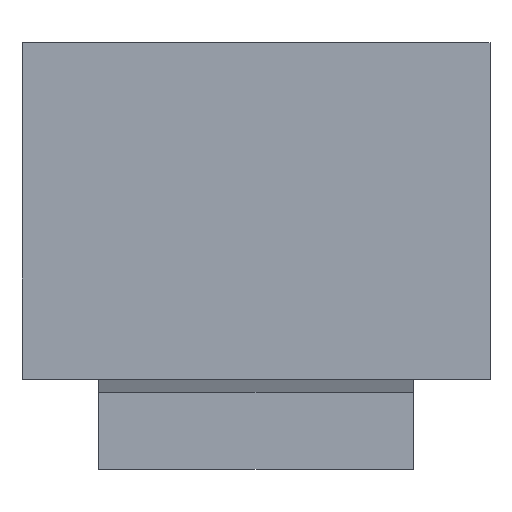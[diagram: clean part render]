
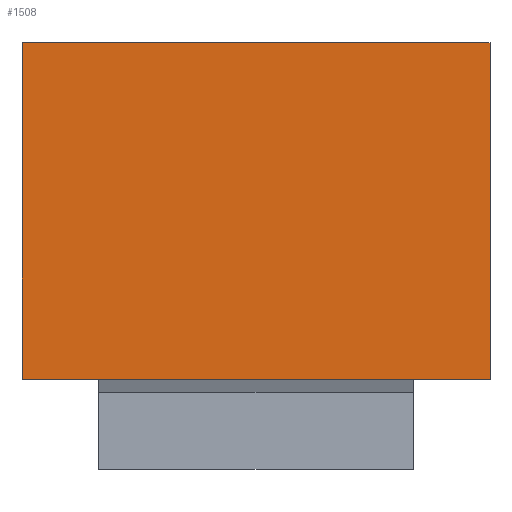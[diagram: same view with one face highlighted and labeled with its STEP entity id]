
A CAD part, top view. The second image highlights one B-rep face of the part: STEP entity #1508.
In plain terms, the highlighted planar face has unit normal (0, 0, 1).
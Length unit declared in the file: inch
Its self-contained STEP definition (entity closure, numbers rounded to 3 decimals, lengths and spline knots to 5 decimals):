
#13 = EDGE_CURVE ( 'NONE', #705, #1227, #84, .T. ) ;
#18 = CARTESIAN_POINT ( 'NONE',  ( 0.275, 0.1975, 0.16 ) ) ;
#25 = CARTESIAN_POINT ( 'NONE',  ( -0.275, 0.1975, 0.16 ) ) ;
#51 = EDGE_LOOP ( 'NONE', ( #370, #1425, #466, #776 ) ) ;
#65 = CARTESIAN_POINT ( 'NONE',  ( 0.275, 0.1975, 0.16 ) ) ;
#84 = LINE ( 'NONE', #1053, #717 ) ;
#172 = CARTESIAN_POINT ( 'NONE',  ( 0.275, 0.1975, 0.16 ) ) ;
#181 = LINE ( 'NONE', #1445, #540 ) ;
#215 = PLANE ( 'NONE',  #1121 ) ;
#280 = DIRECTION ( 'NONE',  ( 1., 0., 0. ) ) ;
#370 = ORIENTED_EDGE ( 'NONE', *, *, #1083, .T. ) ;
#466 = ORIENTED_EDGE ( 'NONE', *, *, #648, .F. ) ;
#491 = DIRECTION ( 'NONE',  ( 0., -1., 0. ) ) ;
#540 = VECTOR ( 'NONE', #280, 39.37008 ) ;
#609 = DIRECTION ( 'NONE',  ( -1., 0., 0. ) ) ;
#648 = EDGE_CURVE ( 'NONE', #705, #1052, #1382, .T. ) ;
#705 = VERTEX_POINT ( 'NONE', #25 ) ;
#717 = VECTOR ( 'NONE', #491, 39.37008 ) ;
#776 = ORIENTED_EDGE ( 'NONE', *, *, #13, .T. ) ;
#791 = CARTESIAN_POINT ( 'NONE',  ( -0.275, -0.1975, 0.16 ) ) ;
#833 = LINE ( 'NONE', #172, #1685 ) ;
#853 = CARTESIAN_POINT ( 'NONE',  ( 0.275, -0.1975, 0.16 ) ) ;
#913 = EDGE_CURVE ( 'NONE', #1052, #1597, #833, .T. ) ;
#960 = VECTOR ( 'NONE', #1280, 39.37008 ) ;
#986 = DIRECTION ( 'NONE',  ( 0., -1., 0. ) ) ;
#1052 = VERTEX_POINT ( 'NONE', #18 ) ;
#1053 = CARTESIAN_POINT ( 'NONE',  ( -0.275, 0.1975, 0.16 ) ) ;
#1083 = EDGE_CURVE ( 'NONE', #1227, #1597, #181, .T. ) ;
#1115 = CARTESIAN_POINT ( 'NONE',  ( 0.275, 0.1975, 0.16 ) ) ;
#1121 = AXIS2_PLACEMENT_3D ( 'NONE', #65, #1688, #609 ) ;
#1227 = VERTEX_POINT ( 'NONE', #791 ) ;
#1280 = DIRECTION ( 'NONE',  ( 1., 0., 0. ) ) ;
#1300 = FACE_OUTER_BOUND ( 'NONE', #51, .T. ) ;
#1382 = LINE ( 'NONE', #1115, #960 ) ;
#1425 = ORIENTED_EDGE ( 'NONE', *, *, #913, .F. ) ;
#1445 = CARTESIAN_POINT ( 'NONE',  ( 0.275, -0.1975, 0.16 ) ) ;
#1508 = ADVANCED_FACE ( 'NONE', ( #1300 ), #215, .F. ) ;
#1597 = VERTEX_POINT ( 'NONE', #853 ) ;
#1685 = VECTOR ( 'NONE', #986, 39.37008 ) ;
#1688 = DIRECTION ( 'NONE',  ( 0., 0., -1. ) ) ;
